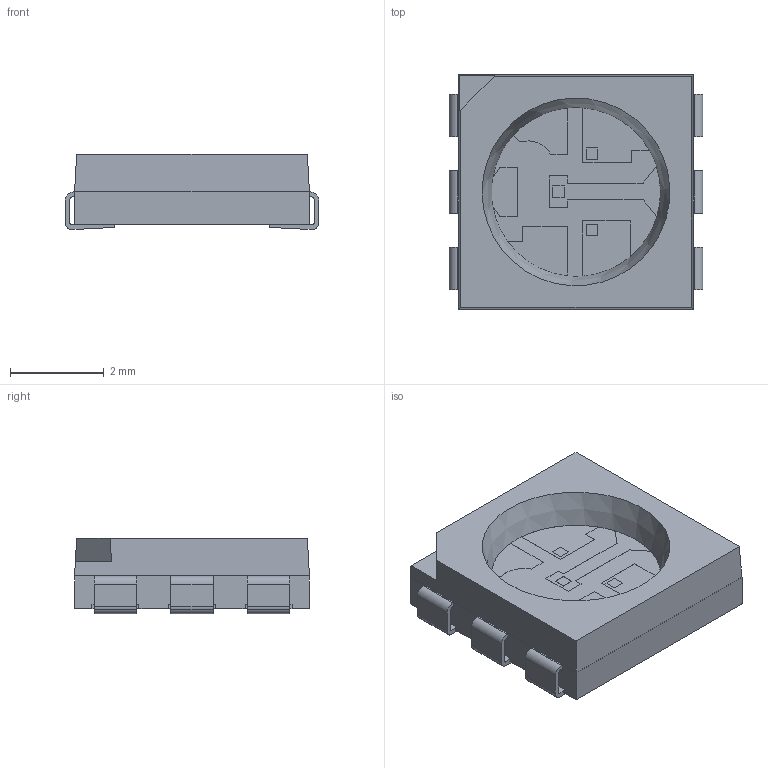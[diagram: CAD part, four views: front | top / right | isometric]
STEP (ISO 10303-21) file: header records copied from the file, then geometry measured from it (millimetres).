
FILE_DESCRIPTION(/* description */ ('Unknown'),/* implementation_level */ '2;1');
FILE_NAME(/* name */ '150505xx73300',/* time_stamp */ '2019-04-05T07:42:20+02:00',/* author */ ('Unknown'),/* organization */ ('Unknown'),/* preprocessor_version */ 'ST-DEVELOPER v16.7',/* originating_system */ 'DEX',/* authorisation */ $);
FILE_SCHEMA (('AUTOMOTIVE_DESIGN {1 0 10303 214 3 1 1}'));
Length unit declared in the file: millimetre
Products named in the file (4): 150505xx73300; cover; housing; base
Assembly tree (3 placements, depth 2):
  150505xx73300
    cover
    housing
    base
Bounding box: 5.4 x 5 x 1.6 mm (x, y, z)
Volume: 28.3 mm3; surface area: 192.7 mm2
Topology: 5 solids, 5 shells, 199 faces, 540 edges, 356 vertices
Faces by surface type: plane 143, cylinder 55, cone 1
Full cylindrical faces by diameter (mm): 1 x1
Entity records: 7163 total; most frequent: CARTESIAN_POINT 1095, ORIENTED_EDGE 1074, DIRECTION 1060, EDGE_CURVE 537, LINE 420, VECTOR 420, VERTEX_POINT 355, AXIS2_PLACEMENT_3D 320
